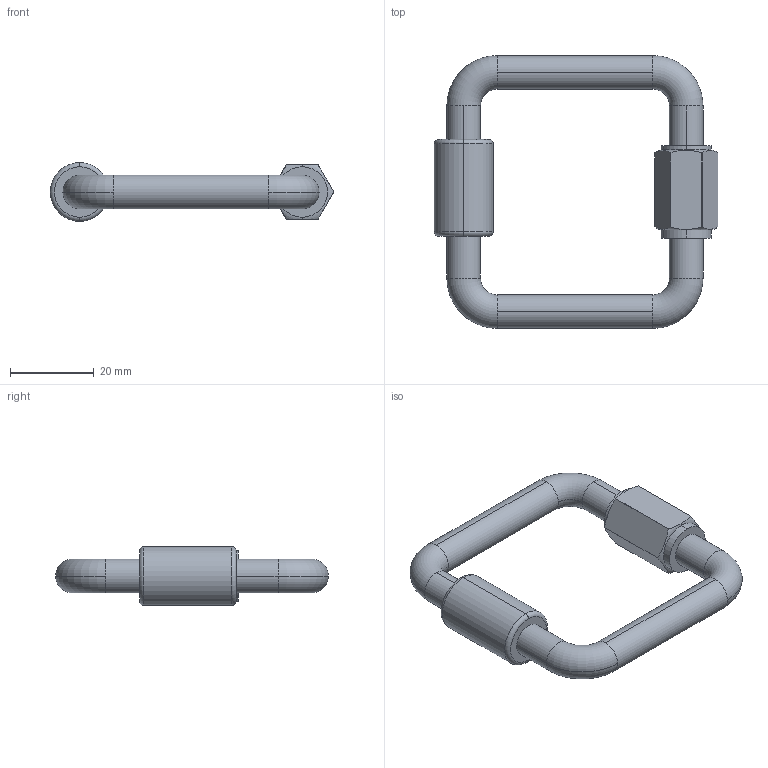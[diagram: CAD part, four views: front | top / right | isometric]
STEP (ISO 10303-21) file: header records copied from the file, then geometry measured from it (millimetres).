
FILE_DESCRIPTION (( 'STEP AP203' ), '1' );
FILE_NAME ('sone3D.STEP', '2017-11-01T09:07:29', ( '' ), ( '' ), 'SwSTEP 2.0', 'SolidWorks 2014', '' );
FILE_SCHEMA (( 'CONFIG_CONTROL_DESIGN' ));
Length unit declared in the file: millimetre
Products named in the file (4): C-1994-G-1_リング下; C-1994-G-1_六角ナット; sone3D; C-1994-G-1_リング上
Assembly tree (3 placements, depth 2):
  sone3D
    C-1994-G-1_リング下
    C-1994-G-1_リング上
    C-1994-G-1_六角ナット
Bounding box: 67.5 x 65 x 14 mm (x, y, z)
Volume: 14080.4 mm3; surface area: 8522.7 mm2
Topology: 3 solids, 3 shells, 70 faces, 162 edges, 104 vertices
Faces by surface type: cylinder 34, plane 18, torus 16, cone 2
Entity records: 2580 total; most frequent: CARTESIAN_POINT 502, DIRECTION 402, ORIENTED_EDGE 324, AXIS2_PLACEMENT_3D 180, EDGE_CURVE 162, VERTEX_POINT 104, CIRCLE 104, EDGE_LOOP 78
